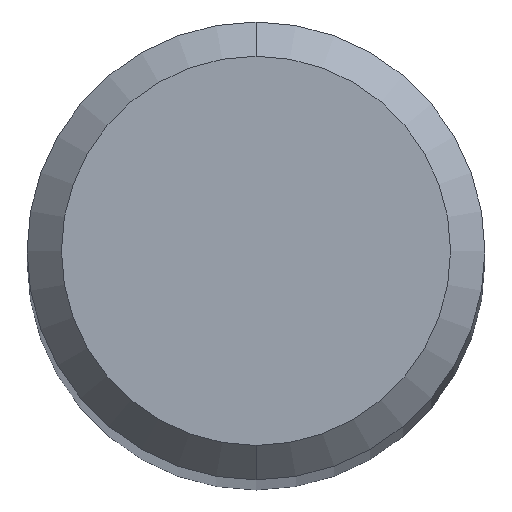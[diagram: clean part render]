
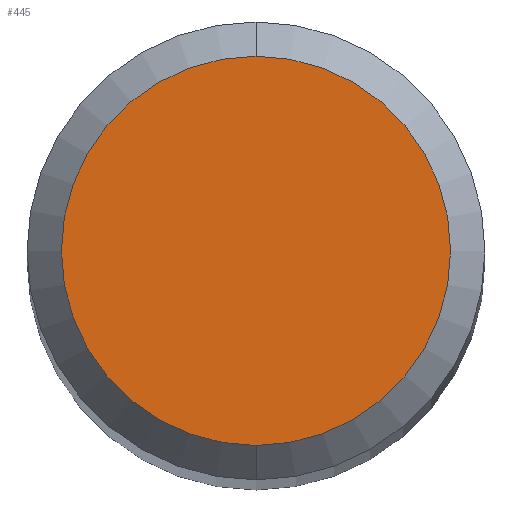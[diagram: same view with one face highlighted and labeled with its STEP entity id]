
A CAD part, top view. The second image highlights one B-rep face of the part: STEP entity #445.
In plain terms, the highlighted planar face has unit normal (0, 0, 1).
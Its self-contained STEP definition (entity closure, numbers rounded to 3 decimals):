
#255=VERTEX_POINT('',#570);
#355=VERTEX_POINT('',#680);
#361=EDGE_CURVE('',#355,#255,#686,.T.);
#417=EDGE_CURVE('',#255,#355,#750,.T.);
#445=ADVANCED_FACE('',(#780),#781,.T.);
#570=CARTESIAN_POINT('',(0.0,1.7,0.0));
#680=CARTESIAN_POINT('',(0.,-1.7,0.0));
#686=CIRCLE('',#1200,1.7);
#750=CIRCLE('',#1313,1.7);
#780=FACE_OUTER_BOUND('',#1391,.T.);
#781=PLANE('',#1392);
#1200=AXIS2_PLACEMENT_3D('',#1677,#1678,#1679);
#1313=AXIS2_PLACEMENT_3D('',#1763,#1764,#1765);
#1391=EDGE_LOOP('',(#1787,#1788));
#1392=AXIS2_PLACEMENT_3D('',#1789,#1790,#1791);
#1677=CARTESIAN_POINT('',(0.0,0.0,0.0));
#1678=DIRECTION('',(0.0,0.0,-1.0));
#1679=DIRECTION('',(0.0,1.0,0.0));
#1763=CARTESIAN_POINT('',(0.0,0.0,0.0));
#1764=DIRECTION('',(0.0,0.0,-1.0));
#1765=DIRECTION('',(0.0,1.0,0.0));
#1787=ORIENTED_EDGE('',*,*,#417,.F.);
#1788=ORIENTED_EDGE('',*,*,#361,.F.);
#1789=CARTESIAN_POINT('',(0.0,0.85,0.0));
#1790=DIRECTION('',(-0.0,0.0,1.0));
#1791=DIRECTION('',(0.0,-1.0,0.0));
